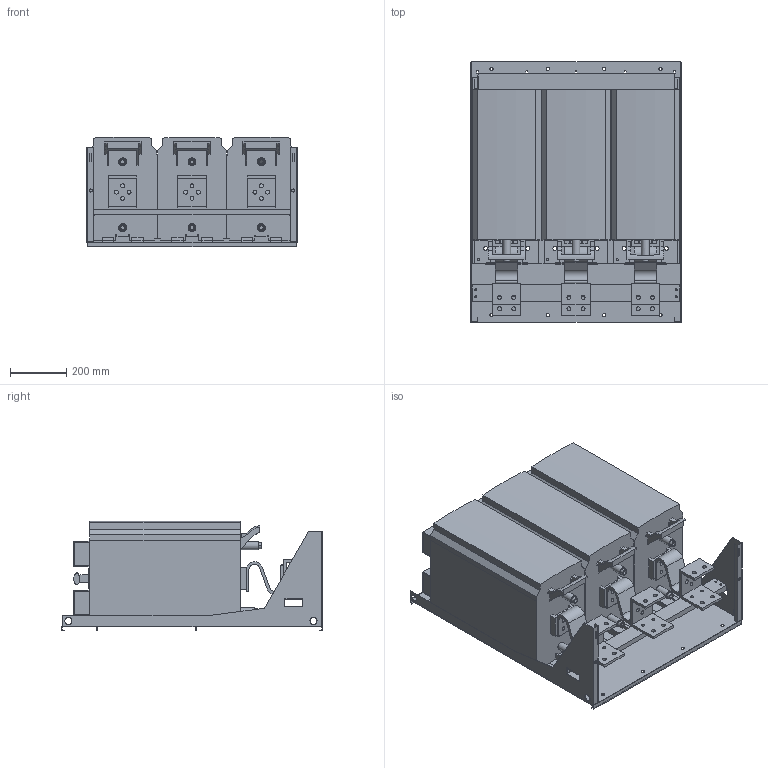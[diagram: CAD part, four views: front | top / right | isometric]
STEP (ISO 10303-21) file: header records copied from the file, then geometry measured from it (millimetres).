
FILE_DESCRIPTION((''),'2;1');
FILE_NAME('PRT0001','2019-02-20T',('U370580'),('Danfoss Drives A/S'),'CREO PARAMETRIC BY PTC INC, 2018070','CREO PARAMETRIC BY PTC INC, 2018070','');
FILE_SCHEMA(('CONFIG_CONTROL_DESIGN','GEOMETRIC_VALIDATION_PROPERTIES_MIM'));
Length unit declared in the file: millimetre
Products named in the file (1): PRT0001
Bounding box: 746 x 923.5 x 389.18 mm (x, y, z)
Volume: 148427509.7 mm3; surface area: 5148750.3 mm2
Topology: 1 solids, 49 shells, 1660 faces, 4692 edges, 3135 vertices
Faces by surface type: plane 1173, cylinder 472, extrusion 15
Entity records: 55131 total; most frequent: CARTESIAN_POINT 10383, ORIENTED_EDGE 9384, DIRECTION 9087, EDGE_CURVE 4692, VECTOR 3409, LINE 3394, VERTEX_POINT 3135, AXIS2_PLACEMENT_3D 2839
